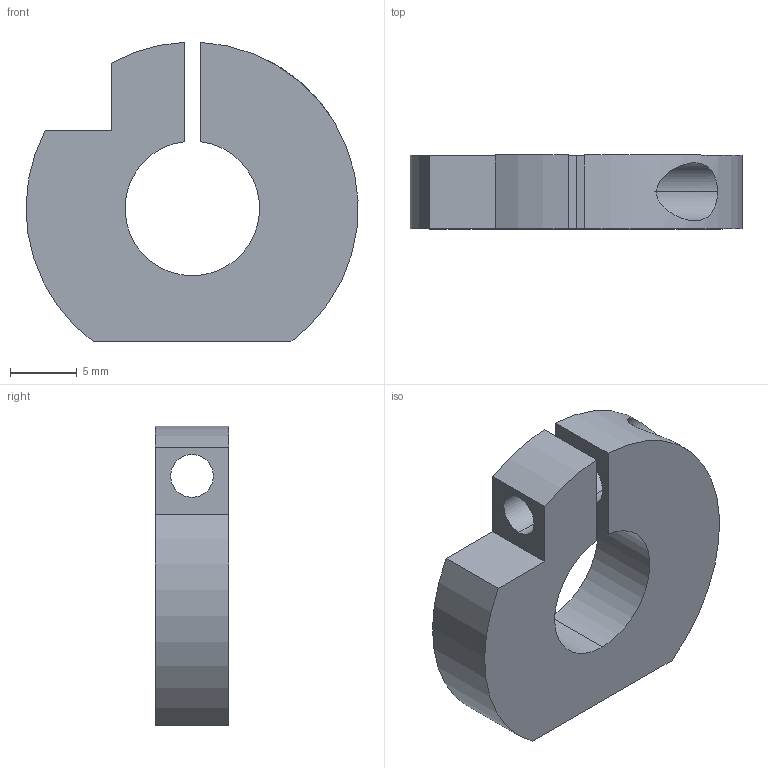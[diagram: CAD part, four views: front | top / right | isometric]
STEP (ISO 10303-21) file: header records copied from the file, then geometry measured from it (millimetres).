
FILE_DESCRIPTION (( 'STEP AP214' ), '1' );
FILE_NAME ('10x100mm Linear Rod Clamp.STEP', '2025-09-19T18:25:37', ( '' ), ( '' ), 'SwSTEP 2.0', 'SolidWorks 2025', '' );
FILE_SCHEMA (( 'AUTOMOTIVE_DESIGN' ));
Length unit declared in the file: metre
Products named in the file (1): 10x100mm Linear Rod Clamp
Bounding box: 24.91 x 5.53 x 22.47 mm (x, y, z)
Volume: 1670.4 mm3; surface area: 1654.6 mm2
Topology: 1 solids, 1 shells, 22 faces, 54 edges, 36 vertices
Faces by surface type: cylinder 13, plane 9
Entity records: 745 total; most frequent: CARTESIAN_POINT 169, DIRECTION 122, ORIENTED_EDGE 108, EDGE_CURVE 54, AXIS2_PLACEMENT_3D 47, VERTEX_POINT 36, LINE 28, VECTOR 28
